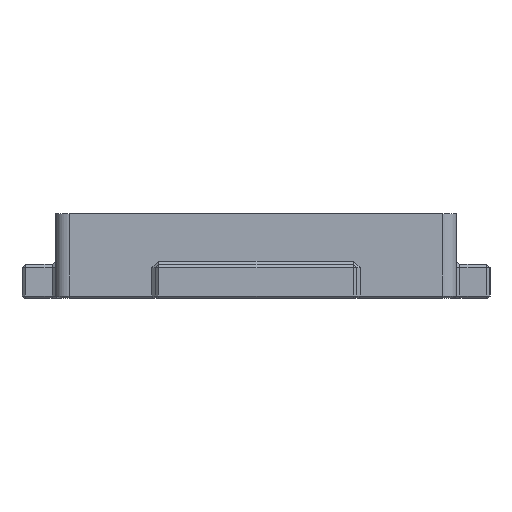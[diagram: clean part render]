
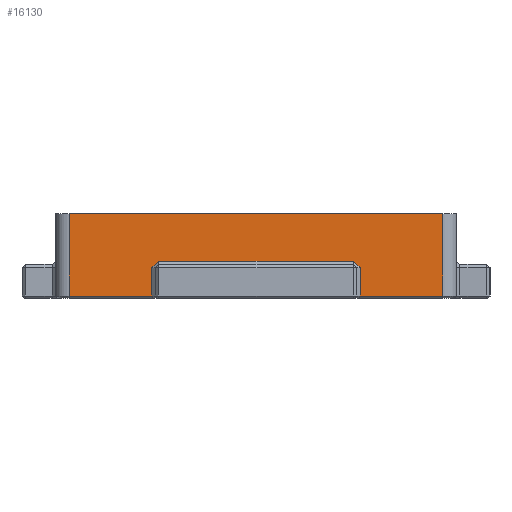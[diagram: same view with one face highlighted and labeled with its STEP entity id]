
A CAD part, left-side view. The second image highlights one B-rep face of the part: STEP entity #16130.
In plain terms, the highlighted planar face has unit normal (-1, 0, 0).
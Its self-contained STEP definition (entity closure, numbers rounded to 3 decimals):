
#1261=ORIENTED_EDGE('',*,*,#6251,.T.);
#1262=ORIENTED_EDGE('',*,*,#6252,.T.);
#1263=ORIENTED_EDGE('',*,*,#6253,.T.);
#1264=ORIENTED_EDGE('',*,*,#6254,.F.);
#1265=ORIENTED_EDGE('',*,*,#6255,.T.);
#1266=ORIENTED_EDGE('',*,*,#6256,.T.);
#1267=ORIENTED_EDGE('',*,*,#6257,.T.);
#1268=ORIENTED_EDGE('',*,*,#6258,.F.);
#1269=ORIENTED_EDGE('',*,*,#6259,.T.);
#1270=ORIENTED_EDGE('',*,*,#6260,.F.);
#6251=EDGE_CURVE('',#8746,#8747,#10351,.T.);
#6252=EDGE_CURVE('',#8747,#8748,#10352,.T.);
#6253=EDGE_CURVE('',#8748,#8749,#10353,.F.);
#6254=EDGE_CURVE('',#8750,#8749,#10354,.T.);
#6255=EDGE_CURVE('',#8750,#8751,#10355,.T.);
#6256=EDGE_CURVE('',#8751,#8752,#10356,.T.);
#6257=EDGE_CURVE('',#8752,#8753,#10357,.T.);
#6258=EDGE_CURVE('',#8754,#8753,#10358,.T.);
#6259=EDGE_CURVE('',#8754,#8755,#10359,.T.);
#6260=EDGE_CURVE('',#8746,#8755,#10360,.T.);
#8746=VERTEX_POINT('',#23679);
#8747=VERTEX_POINT('',#23680);
#8748=VERTEX_POINT('',#23682);
#8749=VERTEX_POINT('',#23684);
#8750=VERTEX_POINT('',#23686);
#8751=VERTEX_POINT('',#23688);
#8752=VERTEX_POINT('',#23690);
#8753=VERTEX_POINT('',#23692);
#8754=VERTEX_POINT('',#23694);
#8755=VERTEX_POINT('',#23696);
#10351=LINE('',#23678,#12025);
#10352=LINE('',#23681,#12026);
#10353=LINE('',#23683,#12027);
#10354=LINE('',#23685,#12028);
#10355=LINE('',#23687,#12029);
#10356=LINE('',#23689,#12030);
#10357=LINE('',#23691,#12031);
#10358=LINE('',#23693,#12032);
#10359=LINE('',#23695,#12033);
#10360=LINE('',#23697,#12034);
#12025=VECTOR('',#18735,1000.);
#12026=VECTOR('',#18736,1000.);
#12027=VECTOR('',#18737,1000.);
#12028=VECTOR('',#18738,1000.);
#12029=VECTOR('',#18739,1000.);
#12030=VECTOR('',#18740,1000.);
#12031=VECTOR('',#18741,1000.);
#12032=VECTOR('',#18742,1000.);
#12033=VECTOR('',#18743,1000.);
#12034=VECTOR('',#18744,1000.);
#13660=EDGE_LOOP('',(#1261,#1262,#1263,#1264,#1265,#1266,#1267,#1268,#1269,
#1270));
#14624=FACE_BOUND('',#13660,.T.);
#15588=PLANE('',#17071);
#16130=ADVANCED_FACE('',(#14624),#15588,.F.);
#17071=AXIS2_PLACEMENT_3D('',#23677,#18733,#18734);
#18733=DIRECTION('',(1.,0.,0.));
#18734=DIRECTION('',(0.,-1.,0.));
#18735=DIRECTION('',(0.,0.,-1.));
#18736=DIRECTION('',(0.,-1.,0.));
#18737=DIRECTION('',(0.,0.,-1.));
#18738=DIRECTION('',(0.,-1.,0.));
#18739=DIRECTION('',(0.,0.,-1.));
#18740=DIRECTION('',(0.,-1.,0.));
#18741=DIRECTION('',(0.,0.,1.));
#18742=DIRECTION('',(0.,0.707,-0.707));
#18743=DIRECTION('',(0.,-1.,0.));
#18744=DIRECTION('',(0.,0.707,0.707));
#23677=CARTESIAN_POINT('',(-180.,0.,12.5));
#23678=CARTESIAN_POINT('',(-180.,-15.5,0.));
#23679=CARTESIAN_POINT('',(-180.,-15.5,4.5));
#23680=CARTESIAN_POINT('',(-180.,-15.5,0.3));
#23681=CARTESIAN_POINT('',(-180.,0.,0.3));
#23682=CARTESIAN_POINT('',(-180.,-27.8,0.3));
#23683=CARTESIAN_POINT('',(-180.,-27.8,12.5));
#23684=CARTESIAN_POINT('',(-180.,-27.8,12.5));
#23685=CARTESIAN_POINT('',(-180.,0.,12.5));
#23686=CARTESIAN_POINT('',(-180.,27.8,12.5));
#23687=CARTESIAN_POINT('',(-180.,27.8,12.5));
#23688=CARTESIAN_POINT('',(-180.,27.8,0.3));
#23689=CARTESIAN_POINT('',(-180.,0.,0.3));
#23690=CARTESIAN_POINT('',(-180.,15.5,0.3));
#23691=CARTESIAN_POINT('',(-180.,15.5,12.5));
#23692=CARTESIAN_POINT('',(-180.,15.5,4.5));
#23693=CARTESIAN_POINT('',(-180.,15.5,4.5));
#23694=CARTESIAN_POINT('',(-180.,14.5,5.5));
#23695=CARTESIAN_POINT('',(-180.,0.,5.5));
#23696=CARTESIAN_POINT('',(-180.,-14.5,5.5));
#23697=CARTESIAN_POINT('',(-180.,-14.5,5.5));
